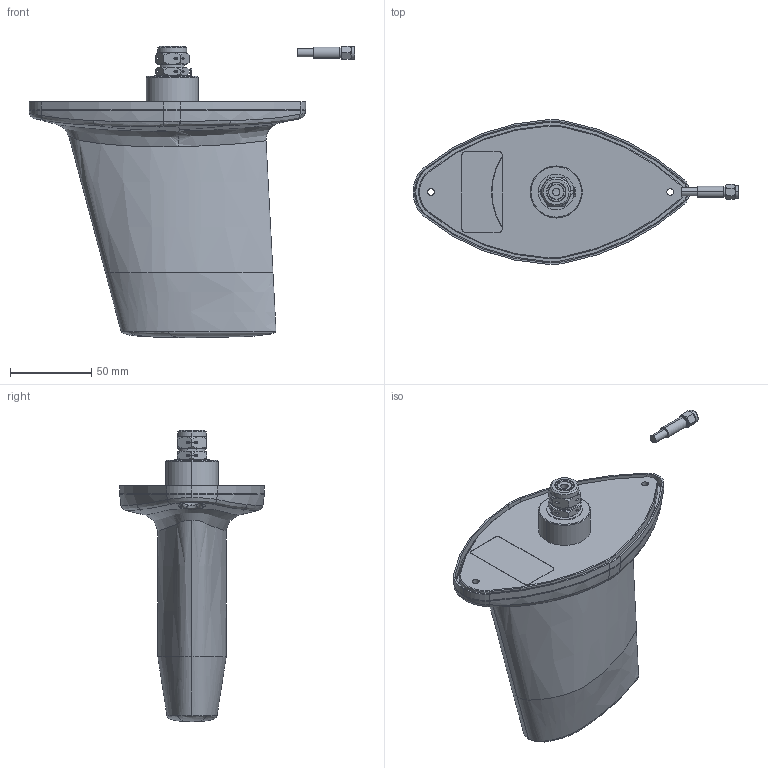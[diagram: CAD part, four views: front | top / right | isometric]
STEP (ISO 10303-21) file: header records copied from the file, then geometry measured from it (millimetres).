
FILE_DESCRIPTION (( 'STEP AP203' ), '1' );
FILE_NAME ('ÃØÔÞ.431329.80.315.STEP', '2015-01-09T07:23:37', ( 'Dmitriy_K' ), ( '' ), 'SwSTEP 2.0', 'SolidWorks 2013', '' );
FILE_SCHEMA (( 'CONFIG_CONTROL_DESIGN' ));
Length unit declared in the file: millimetre
Products named in the file (13): Êîëüöî ñòîïîðíîå; Êîðïóñ àíòåííû îáùèé_3work; 暑朦鲱 箫腩蝽栩咫铄_14-17-19; Êîðïóñ àíòåííû îáùèé_3work_®á­®¢ ­¨¥; Ãåðìîââîä; Ïðîêëàäêà  àíòåííû AKL; Ðàçúåì SMA-Ì; ﾎ魵瑙韃 肄魵粽萵; 贈婝.431329.80.315; ãàéêà ïðîìåæóòî÷íàÿ; ãàéêà òîðöåâàÿ; øàéáà ðàçðåçíàÿ; âòóëêà ðåçèíîâàÿ
Assembly tree (12 placements, depth 3):
  贈婝.431329.80.315
    Êîðïóñ àíòåííû îáùèé_3work
    Êîðïóñ àíòåííû îáùèé_3work_®á­®¢ ­¨¥
    Ïðîêëàäêà  àíòåííû AKL
    Ãåðìîââîä
      ﾎ魵瑙韃 肄魵粽萵
      ãàéêà ïðîìåæóòî÷íàÿ
      ãàéêà òîðöåâàÿ
      øàéáà ðàçðåçíàÿ
      âòóëêà ðåçèíîâàÿ
      Êîëüöî ñòîïîðíîå
      暑朦鲱 箫腩蝽栩咫铄_14-17-19
    Ðàçúåì SMA-Ì
Bounding box: 200.3 x 88.97 x 179 mm (x, y, z)
Volume: 65136.2 mm3; surface area: 131075.3 mm2
Topology: 12 solids, 12 shells, 494 faces, 1269 edges, 797 vertices
Faces by surface type: cylinder 150, cone 123, plane 98, bspline 76, torus 47
Entity records: 36035 total; most frequent: CARTESIAN_POINT 23238, ORIENTED_EDGE 2508, DIRECTION 2282, EDGE_CURVE 1254, AXIS2_PLACEMENT_3D 963, VERTEX_POINT 797, EDGE_LOOP 545, CIRCLE 529
